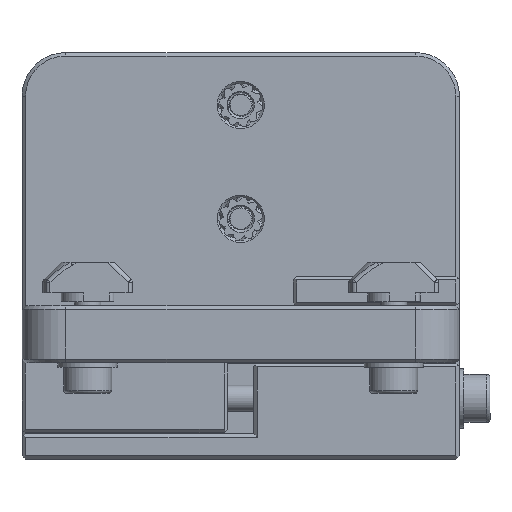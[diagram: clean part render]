
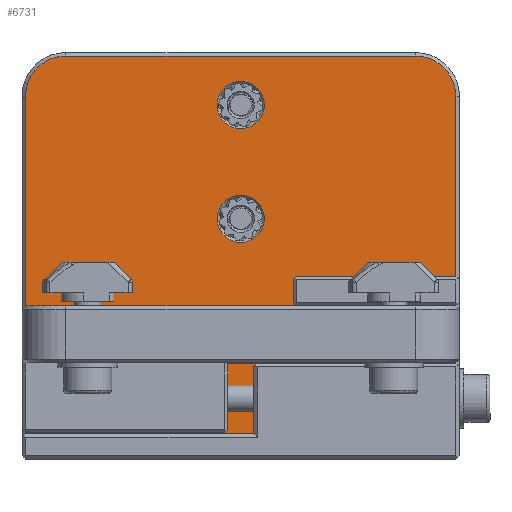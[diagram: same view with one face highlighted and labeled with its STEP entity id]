
A CAD part, top view. The second image highlights one B-rep face of the part: STEP entity #6731.
In plain terms, the highlighted planar face has unit normal (0, 0, 1).
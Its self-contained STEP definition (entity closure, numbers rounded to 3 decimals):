
#310=CIRCLE('',#7236,2.7);
#311=CIRCLE('',#7237,2.7);
#312=CIRCLE('',#7238,2.7);
#313=CIRCLE('',#7239,4.6);
#314=CIRCLE('',#7240,4.6);
#533=LINE('',#9684,#1139);
#535=LINE('',#9697,#1141);
#536=LINE('',#9699,#1142);
#537=LINE('',#9700,#1143);
#538=LINE('',#9702,#1144);
#539=LINE('',#9704,#1145);
#540=LINE('',#9706,#1146);
#541=LINE('',#9708,#1147);
#542=LINE('',#9710,#1148);
#543=LINE('',#9712,#1149);
#544=LINE('',#9714,#1150);
#545=LINE('',#9716,#1151);
#546=LINE('',#9720,#1152);
#1139=VECTOR('',#7845,1000.);
#1141=VECTOR('',#7857,1000.);
#1142=VECTOR('',#7858,1000.);
#1143=VECTOR('',#7859,1000.);
#1144=VECTOR('',#7860,1000.);
#1145=VECTOR('',#7861,1000.);
#1146=VECTOR('',#7862,1000.);
#1147=VECTOR('',#7863,1000.);
#1148=VECTOR('',#7864,1000.);
#1149=VECTOR('',#7865,1000.);
#1150=VECTOR('',#7866,1000.);
#1151=VECTOR('',#7867,1000.);
#1152=VECTOR('',#7870,1000.);
#1748=ORIENTED_EDGE('',*,*,#3738,.T.);
#1749=ORIENTED_EDGE('',*,*,#3739,.T.);
#1750=ORIENTED_EDGE('',*,*,#3740,.T.);
#1751=ORIENTED_EDGE('',*,*,#3741,.T.);
#1752=ORIENTED_EDGE('',*,*,#3742,.T.);
#1753=ORIENTED_EDGE('',*,*,#3743,.T.);
#1754=ORIENTED_EDGE('',*,*,#3736,.T.);
#1755=ORIENTED_EDGE('',*,*,#3744,.T.);
#1756=ORIENTED_EDGE('',*,*,#3745,.T.);
#1757=ORIENTED_EDGE('',*,*,#3746,.T.);
#1758=ORIENTED_EDGE('',*,*,#3747,.T.);
#1759=ORIENTED_EDGE('',*,*,#3748,.T.);
#1760=ORIENTED_EDGE('',*,*,#3749,.T.);
#1761=ORIENTED_EDGE('',*,*,#3750,.T.);
#1762=ORIENTED_EDGE('',*,*,#3751,.T.);
#1763=ORIENTED_EDGE('',*,*,#3752,.T.);
#1764=ORIENTED_EDGE('',*,*,#3753,.T.);
#1765=ORIENTED_EDGE('',*,*,#3754,.T.);
#3736=EDGE_CURVE('',#4732,#4731,#533,.T.);
#3738=EDGE_CURVE('',#4733,#4733,#310,.F.);
#3739=EDGE_CURVE('',#4734,#4734,#311,.F.);
#3740=EDGE_CURVE('',#4735,#4735,#312,.F.);
#3741=EDGE_CURVE('',#4736,#4737,#313,.T.);
#3742=EDGE_CURVE('',#4737,#4738,#535,.T.);
#3743=EDGE_CURVE('',#4738,#4732,#536,.T.);
#3744=EDGE_CURVE('',#4731,#4739,#537,.F.);
#3745=EDGE_CURVE('',#4739,#4740,#538,.T.);
#3746=EDGE_CURVE('',#4740,#4741,#539,.T.);
#3747=EDGE_CURVE('',#4741,#4742,#540,.T.);
#3748=EDGE_CURVE('',#4742,#4743,#541,.F.);
#3749=EDGE_CURVE('',#4743,#4744,#542,.T.);
#3750=EDGE_CURVE('',#4744,#4745,#543,.F.);
#3751=EDGE_CURVE('',#4745,#4746,#544,.T.);
#3752=EDGE_CURVE('',#4746,#4747,#545,.T.);
#3753=EDGE_CURVE('',#4747,#4748,#314,.T.);
#3754=EDGE_CURVE('',#4748,#4736,#546,.T.);
#4731=VERTEX_POINT('',#9683);
#4732=VERTEX_POINT('',#9685);
#4733=VERTEX_POINT('',#9689);
#4734=VERTEX_POINT('',#9691);
#4735=VERTEX_POINT('',#9693);
#4736=VERTEX_POINT('',#9695);
#4737=VERTEX_POINT('',#9696);
#4738=VERTEX_POINT('',#9698);
#4739=VERTEX_POINT('',#9701);
#4740=VERTEX_POINT('',#9703);
#4741=VERTEX_POINT('',#9705);
#4742=VERTEX_POINT('',#9707);
#4743=VERTEX_POINT('',#9709);
#4744=VERTEX_POINT('',#9711);
#4745=VERTEX_POINT('',#9713);
#4746=VERTEX_POINT('',#9715);
#4747=VERTEX_POINT('',#9717);
#4748=VERTEX_POINT('',#9719);
#5548=EDGE_LOOP('',(#1748));
#5549=EDGE_LOOP('',(#1749));
#5550=EDGE_LOOP('',(#1750));
#5551=EDGE_LOOP('',(#1751,#1752,#1753,#1754,#1755,#1756,#1757,#1758,#1759,
#1760,#1761,#1762,#1763,#1764,#1765));
#6029=FACE_BOUND('',#5548,.T.);
#6030=FACE_BOUND('',#5549,.T.);
#6031=FACE_BOUND('',#5550,.T.);
#6032=FACE_BOUND('',#5551,.T.);
#6511=PLANE('',#7235);
#6731=ADVANCED_FACE('',(#6029,#6030,#6031,#6032),#6511,.T.);
#7235=AXIS2_PLACEMENT_3D('',#9687,#7847,#7848);
#7236=AXIS2_PLACEMENT_3D('',#9688,#7849,#7850);
#7237=AXIS2_PLACEMENT_3D('',#9690,#7851,#7852);
#7238=AXIS2_PLACEMENT_3D('',#9692,#7853,#7854);
#7239=AXIS2_PLACEMENT_3D('',#9694,#7855,#7856);
#7240=AXIS2_PLACEMENT_3D('',#9718,#7868,#7869);
#7845=DIRECTION('',(0.,1.,0.));
#7847=DIRECTION('',(0.,0.,1.));
#7848=DIRECTION('',(0.,-1.,0.));
#7849=DIRECTION('',(0.,0.,1.));
#7850=DIRECTION('',(1.,0.,0.));
#7851=DIRECTION('',(0.,0.,1.));
#7852=DIRECTION('',(1.,0.,0.));
#7853=DIRECTION('',(0.,0.,1.));
#7854=DIRECTION('',(1.,0.,0.));
#7855=DIRECTION('',(0.,0.,1.));
#7856=DIRECTION('',(1.,0.,0.));
#7857=DIRECTION('',(0.,-1.,0.));
#7858=DIRECTION('',(1.,0.,0.));
#7859=DIRECTION('',(-0.707,-0.707,0.));
#7860=DIRECTION('',(1.,0.,0.));
#7861=DIRECTION('',(0.,1.,0.));
#7862=DIRECTION('',(-1.,0.,0.));
#7863=DIRECTION('',(0.707,-0.707,0.));
#7864=DIRECTION('',(0.,1.,0.));
#7865=DIRECTION('',(-0.707,-0.707,0.));
#7866=DIRECTION('',(1.,0.,0.));
#7867=DIRECTION('',(0.,1.,0.));
#7868=DIRECTION('',(0.,0.,1.));
#7869=DIRECTION('',(1.,0.,0.));
#7870=DIRECTION('',(-1.,0.,0.));
#9683=CARTESIAN_POINT('',(1.5,-16.686,6.));
#9684=CARTESIAN_POINT('',(1.5,-24.236,6.));
#9685=CARTESIAN_POINT('',(1.5,-24.336,6.));
#9687=CARTESIAN_POINT('',(25.,10.264,6.));
#9688=CARTESIAN_POINT('',(0.,13.264,6.));
#9689=CARTESIAN_POINT('',(2.7,13.264,6.));
#9690=CARTESIAN_POINT('',(0.,0.264,6.));
#9691=CARTESIAN_POINT('',(2.7,0.264,6.));
#9692=CARTESIAN_POINT('',(0.,-12.736,6.));
#9693=CARTESIAN_POINT('',(2.7,-12.736,6.));
#9694=CARTESIAN_POINT('',(-20.,14.264,6.));
#9695=CARTESIAN_POINT('',(-20.,18.864,6.));
#9696=CARTESIAN_POINT('',(-24.6,14.264,6.));
#9697=CARTESIAN_POINT('',(-24.6,10.264,6.));
#9698=CARTESIAN_POINT('',(-24.6,-24.336,6.));
#9699=CARTESIAN_POINT('',(-75.,-24.336,6.));
#9700=CARTESIAN_POINT('',(1.5,-16.686,6.));
#9701=CARTESIAN_POINT('',(1.9,-16.286,6.));
#9702=CARTESIAN_POINT('',(8.,-16.286,6.));
#9703=CARTESIAN_POINT('',(24.6,-16.286,6.));
#9704=CARTESIAN_POINT('',(24.6,10.264,6.));
#9705=CARTESIAN_POINT('',(24.6,-9.686,6.));
#9706=CARTESIAN_POINT('',(25.,-9.686,6.));
#9707=CARTESIAN_POINT('',(6.4,-9.686,6.));
#9708=CARTESIAN_POINT('',(6.4,-9.686,6.));
#9709=CARTESIAN_POINT('',(6.,-9.286,6.));
#9710=CARTESIAN_POINT('',(6.,-7.636,6.));
#9711=CARTESIAN_POINT('',(6.,-6.736,6.));
#9712=CARTESIAN_POINT('',(6.,-6.736,6.));
#9713=CARTESIAN_POINT('',(6.4,-6.336,6.));
#9714=CARTESIAN_POINT('',(25.,-6.336,6.));
#9715=CARTESIAN_POINT('',(24.6,-6.336,6.));
#9716=CARTESIAN_POINT('',(24.6,10.264,6.));
#9717=CARTESIAN_POINT('',(24.6,14.264,6.));
#9718=CARTESIAN_POINT('',(20.,14.264,6.));
#9719=CARTESIAN_POINT('',(20.,18.864,6.));
#9720=CARTESIAN_POINT('',(25.,18.864,6.));
